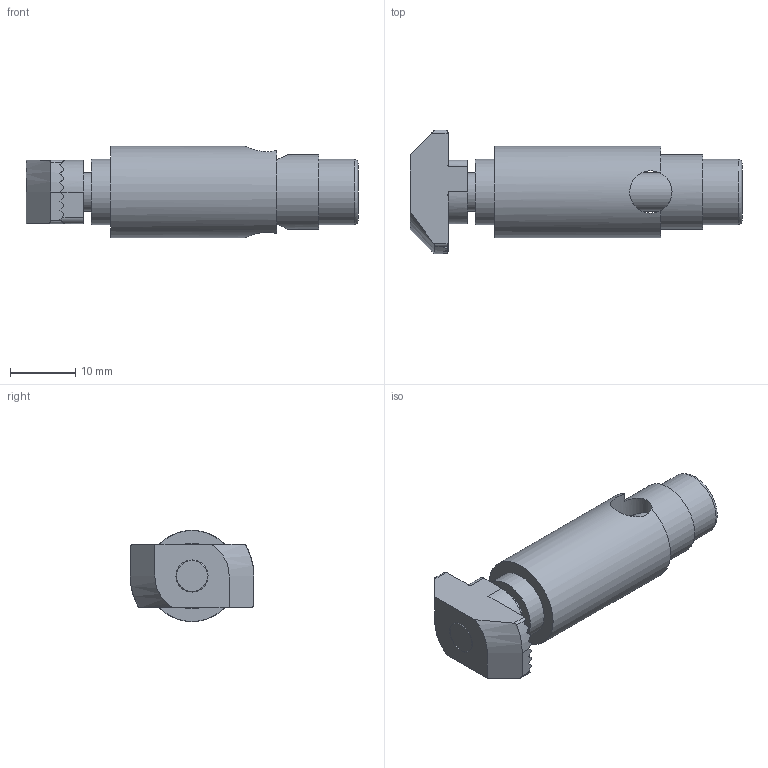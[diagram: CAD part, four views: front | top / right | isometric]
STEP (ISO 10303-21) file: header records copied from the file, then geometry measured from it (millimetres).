
FILE_DESCRIPTION(('FreeCAD Model'),'2;1');
FILE_NAME('Open CASCADE Shape Model','2024-03-19T16:43:40',(''),(''), 'Open CASCADE STEP processor 7.6','FreeCAD','Unknown');
FILE_SCHEMA(('AUTOMOTIVE_DESIGN { 1 0 10303 214 1 1 1 1 }'));
Length unit declared in the file: millimetre
Products named in the file (4): STB10-FA; _099GS103-Cutting Sleeve; _099G103-Screw; _099G103-Slot
Assembly tree (3 placements, depth 2):
  STB10-FA
    _099GS103-Cutting Sleeve
    _099G103-Screw
    _099G103-Slot
Bounding box: 51 x 19 x 14 mm (x, y, z)
Volume: 6141 mm3; surface area: 4464.4 mm2
Topology: 3 solids, 3 shells, 118 faces, 311 edges, 199 vertices
Faces by surface type: plane 81, cylinder 31, cone 2, torus 2, bspline 2
Full cylindrical faces by diameter (mm): 4.917 x1, 6 x2, 6.5 x1, 7 x1, 10 x1, 10.1 x1, 11.5 x1, 14 x1
Entity records: 10745 total; most frequent: CARTESIAN_POINT 4572, DIRECTION 1101, ORIENTED_EDGE 620, PCURVE 620, DEFINITIONAL_REPRESENTATION 620, LINE 598, VECTOR 598, EDGE_CURVE 310
